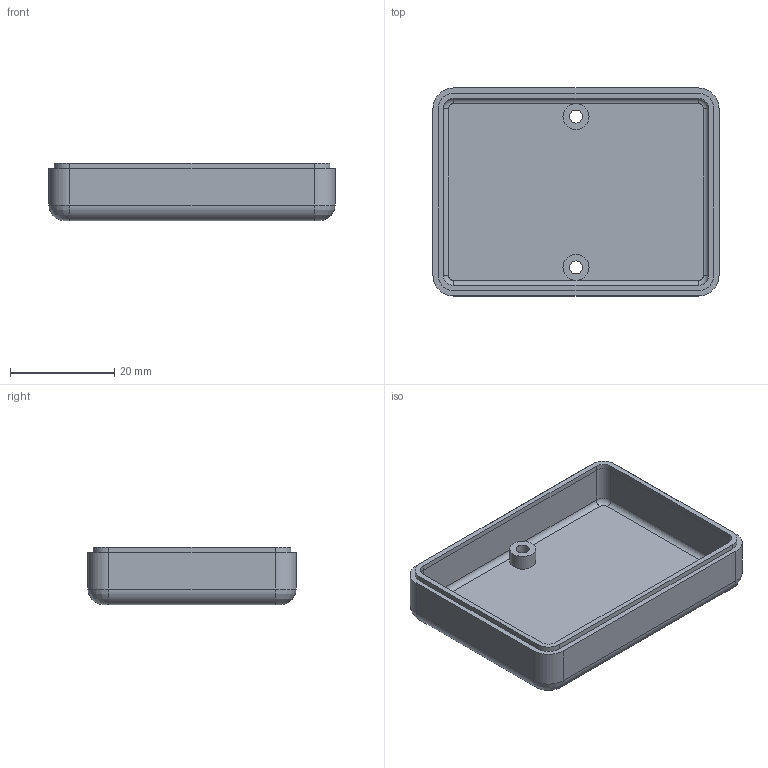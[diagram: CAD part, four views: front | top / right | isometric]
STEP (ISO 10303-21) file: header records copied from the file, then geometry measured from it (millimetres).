
FILE_DESCRIPTION(('FreeCAD Model'),'2;1');
FILE_NAME('Open CASCADE Shape Model','2024-06-28T15:18:57',('Author'),( ''),'Open CASCADE STEP processor 7.6','FreeCAD','Unknown');
FILE_SCHEMA(('AUTOMOTIVE_DESIGN { 1 0 10303 214 1 1 1 1 }'));
Length unit declared in the file: millimetre
Products named in the file (1): Bottom
Bounding box: 55 x 40 x 11 mm (x, y, z)
Volume: 6984.5 mm3; surface area: 7809.7 mm2
Topology: 1 solids, 1 shells, 81 faces, 190 edges, 114 vertices
Faces by surface type: cylinder 40, plane 29, torus 8, revolution 4
Full cylindrical faces by diameter (mm): 2.5 x4, 5 x4
Entity records: 2396 total; most frequent: DIRECTION 440, CARTESIAN_POINT 434, ORIENTED_EDGE 380, EDGE_CURVE 190, AXIS2_PLACEMENT_3D 168, VERTEX_POINT 114, LINE 100, VECTOR 100
